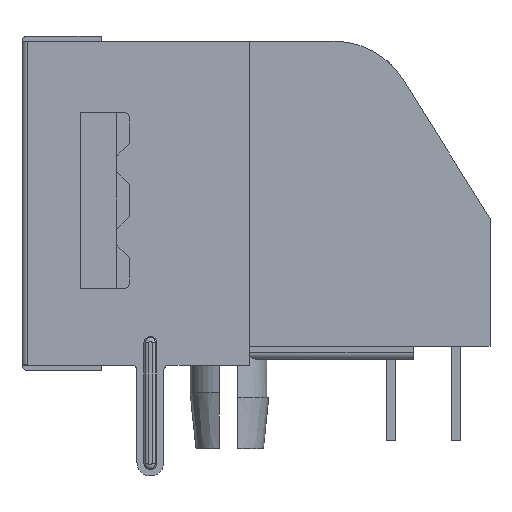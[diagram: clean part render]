
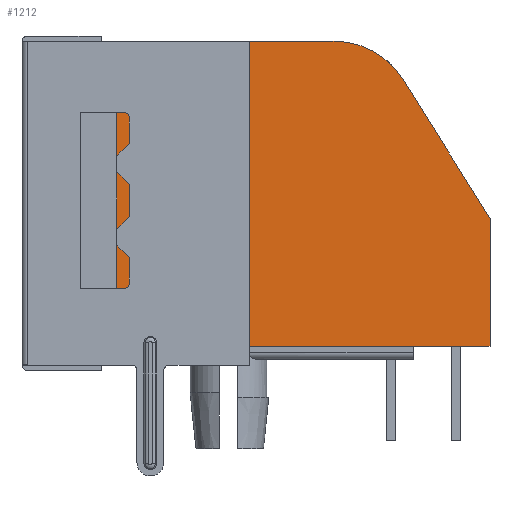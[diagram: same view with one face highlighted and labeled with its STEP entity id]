
A CAD part, front view. The second image highlights one B-rep face of the part: STEP entity #1212.
In plain terms, the highlighted planar face has unit normal (0, -1, 0).
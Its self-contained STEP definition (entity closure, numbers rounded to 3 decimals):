
#1212 = ADVANCED_FACE( '', ( #2646, #2647 ), #2648, .T. );
#2646 = FACE_BOUND( '', #4442, .T. );
#2647 = FACE_OUTER_BOUND( '', #4443, .T. );
#2648 = PLANE( '', #4444 );
#4442 = EDGE_LOOP( '', ( #7851, #7852, #7853, #7854 ) );
#4443 = EDGE_LOOP( '', ( #7855, #7856, #7857, #7858, #7859, #7860, #7861, #7862 ) );
#4444 = AXIS2_PLACEMENT_3D( '', #7863, #7864, #7865 );
#7851 = ORIENTED_EDGE( '', *, *, #12193, .T. );
#7852 = ORIENTED_EDGE( '', *, *, #12194, .T. );
#7853 = ORIENTED_EDGE( '', *, *, #12195, .T. );
#7854 = ORIENTED_EDGE( '', *, *, #11393, .T. );
#7855 = ORIENTED_EDGE( '', *, *, #12196, .T. );
#7856 = ORIENTED_EDGE( '', *, *, #12197, .T. );
#7857 = ORIENTED_EDGE( '', *, *, #12198, .T. );
#7858 = ORIENTED_EDGE( '', *, *, #12199, .T. );
#7859 = ORIENTED_EDGE( '', *, *, #11156, .T. );
#7860 = ORIENTED_EDGE( '', *, *, #12200, .T. );
#7861 = ORIENTED_EDGE( '', *, *, #12201, .T. );
#7862 = ORIENTED_EDGE( '', *, *, #11386, .T. );
#7863 = CARTESIAN_POINT( '', ( 6., -6.655, 3.159 ) );
#7864 = DIRECTION( '', ( 0., -1., 0. ) );
#7865 = DIRECTION( '', ( 0., 0., -1. ) );
#11156 = EDGE_CURVE( '', #13411, #13494, #13496, .T. );
#11386 = EDGE_CURVE( '', #13893, #13891, #13894, .T. );
#11393 = EDGE_CURVE( '', #13903, #13904, #13905, .T. );
#12193 = EDGE_CURVE( '', #13904, #15144, #15145, .T. );
#12194 = EDGE_CURVE( '', #15144, #15146, #15147, .T. );
#12195 = EDGE_CURVE( '', #15146, #13903, #15148, .T. );
#12196 = EDGE_CURVE( '', #13891, #15149, #15150, .T. );
#12197 = EDGE_CURVE( '', #15149, #15151, #15152, .T. );
#12198 = EDGE_CURVE( '', #15151, #15153, #15154, .T. );
#12199 = EDGE_CURVE( '', #15153, #13411, #15155, .T. );
#12200 = EDGE_CURVE( '', #13494, #15156, #15157, .T. );
#12201 = EDGE_CURVE( '', #15156, #13893, #15158, .T. );
#13411 = VERTEX_POINT( '', #16702 );
#13494 = VERTEX_POINT( '', #16827 );
#13496 = LINE( '', #16830, #16831 );
#13891 = VERTEX_POINT( '', #17389 );
#13893 = VERTEX_POINT( '', #17392 );
#13894 = CIRCLE( '', #17393, 3.191 );
#13903 = VERTEX_POINT( '', #17405 );
#13904 = VERTEX_POINT( '', #17406 );
#13905 = LINE( '', #17407, #17408 );
#15144 = VERTEX_POINT( '', #19237 );
#15145 = LINE( '', #19238, #19239 );
#15146 = VERTEX_POINT( '', #19240 );
#15147 = LINE( '', #19241, #19242 );
#15148 = LINE( '', #19243, #19244 );
#15149 = VERTEX_POINT( '', #19245 );
#15150 = LINE( '', #19246, #19247 );
#15151 = VERTEX_POINT( '', #19248 );
#15152 = LINE( '', #19249, #19250 );
#15153 = VERTEX_POINT( '', #19251 );
#15154 = LINE( '', #19252, #19253 );
#15155 = LINE( '', #19254, #19255 );
#15156 = VERTEX_POINT( '', #19256 );
#15157 = LINE( '', #19257, #19258 );
#15158 = LINE( '', #19259, #19260 );
#16702 = CARTESIAN_POINT( '', ( -0.4, -6.655, -5.58 ) );
#16827 = CARTESIAN_POINT( '', ( 12.1, -6.655, -5.58 ) );
#16830 = CARTESIAN_POINT( '', ( -0.4, -6.655, -5.58 ) );
#16831 = VECTOR( '', #21000, 1000. );
#17389 = CARTESIAN_POINT( '', ( 6., -6.655, 6.35 ) );
#17392 = CARTESIAN_POINT( '', ( 8.706, -6.655, 4.85 ) );
#17393 = AXIS2_PLACEMENT_3D( '', #21273, #21274, #21275 );
#17405 = CARTESIAN_POINT( '', ( -2.5, -6.655, -3.31 ) );
#17406 = CARTESIAN_POINT( '', ( -3.9, -6.655, -3.31 ) );
#17407 = CARTESIAN_POINT( '', ( -2.5, -6.655, -3.31 ) );
#17408 = VECTOR( '', #21282, 1000. );
#19237 = CARTESIAN_POINT( '', ( -3.9, -6.655, 3.55 ) );
#19238 = CARTESIAN_POINT( '', ( -3.9, -6.655, -3.31 ) );
#19239 = VECTOR( '', #22065, 1000. );
#19240 = CARTESIAN_POINT( '', ( -2.5, -6.655, 3.55 ) );
#19241 = CARTESIAN_POINT( '', ( -3.9, -6.655, 3.55 ) );
#19242 = VECTOR( '', #22066, 1000. );
#19243 = CARTESIAN_POINT( '', ( -2.5, -6.655, 3.55 ) );
#19244 = VECTOR( '', #22067, 1000. );
#19245 = CARTESIAN_POINT( '', ( -6., -6.655, 6.35 ) );
#19246 = CARTESIAN_POINT( '', ( 6., -6.655, 6.35 ) );
#19247 = VECTOR( '', #22068, 1000. );
#19248 = CARTESIAN_POINT( '', ( -6., -6.655, -6.35 ) );
#19249 = CARTESIAN_POINT( '', ( -6., -6.655, 6.35 ) );
#19250 = VECTOR( '', #22069, 1000. );
#19251 = CARTESIAN_POINT( '', ( -0.8, -6.655, -6.35 ) );
#19252 = CARTESIAN_POINT( '', ( -6., -6.655, -6.35 ) );
#19253 = VECTOR( '', #22070, 1000. );
#19254 = CARTESIAN_POINT( '', ( -0.8, -6.655, -6.35 ) );
#19255 = VECTOR( '', #22071, 1000. );
#19256 = CARTESIAN_POINT( '', ( 12.1, -6.655, -0.58 ) );
#19257 = CARTESIAN_POINT( '', ( 12.1, -6.655, -5.58 ) );
#19258 = VECTOR( '', #22072, 1000. );
#19259 = CARTESIAN_POINT( '', ( 12.1, -6.655, -0.58 ) );
#19260 = VECTOR( '', #22073, 1000. );
#21000 = DIRECTION( '', ( 1., 0., 0. ) );
#21273 = CARTESIAN_POINT( '', ( 6., -6.655, 3.159 ) );
#21274 = DIRECTION( '', ( 0., -1., 0. ) );
#21275 = DIRECTION( '', ( 1., 0., 0. ) );
#21282 = DIRECTION( '', ( -1., 0., 0. ) );
#22065 = DIRECTION( '', ( 0., 0., 1. ) );
#22066 = DIRECTION( '', ( 1., 0., 0. ) );
#22067 = DIRECTION( '', ( 0., 0., -1. ) );
#22068 = DIRECTION( '', ( -1., 0., 0. ) );
#22069 = DIRECTION( '', ( 0., 0., -1. ) );
#22070 = DIRECTION( '', ( 1., 0., 0. ) );
#22071 = DIRECTION( '', ( 0.461, 0., 0.887 ) );
#22072 = DIRECTION( '', ( 0., 0., 1. ) );
#22073 = DIRECTION( '', ( -0.53, 0., 0.848 ) );
